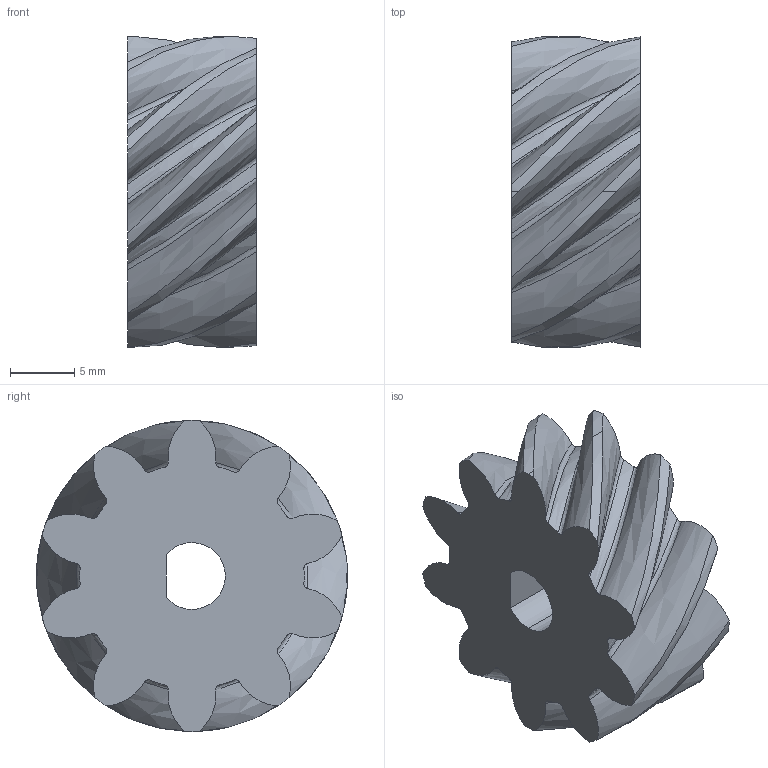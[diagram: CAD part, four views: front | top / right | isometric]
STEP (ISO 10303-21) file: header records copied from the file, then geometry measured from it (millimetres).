
FILE_DESCRIPTION (( 'STEP AP214' ), '1' );
FILE_NAME ('stepgear.STEP', '2025-01-24T19:45:34', ( '' ), ( '' ), 'SwSTEP 2.0', 'SolidWorks 2023', '' );
FILE_SCHEMA (( 'AUTOMOTIVE_DESIGN' ));
Length unit declared in the file: millimetre
Products named in the file (1): stepgear
Bounding box: 10 x 24.15 x 24.21 mm (x, y, z)
Volume: 3253.3 mm3; surface area: 2053.9 mm2
Topology: 1 solids, 1 shells, 72 faces, 206 edges, 136 vertices
Faces by surface type: bspline 50, cylinder 15, plane 4, cone 3
Entity records: 14654 total; most frequent: CARTESIAN_POINT 13207, ORIENTED_EDGE 412, DIRECTION 217, EDGE_CURVE 206, VERTEX_POINT 136, AXIS2_PLACEMENT_3D 103, CIRCLE 80, EDGE_LOOP 74
